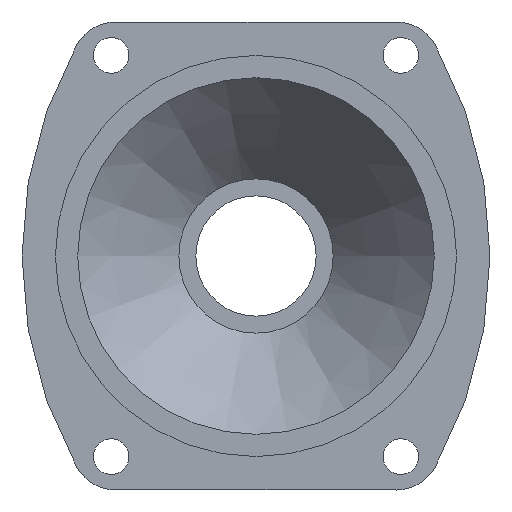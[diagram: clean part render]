
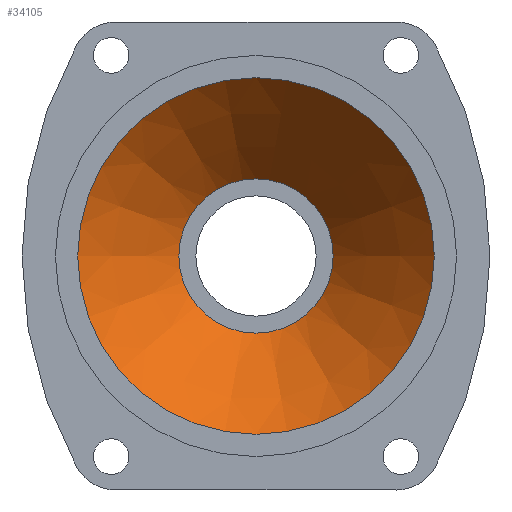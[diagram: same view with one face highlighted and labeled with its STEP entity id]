
A CAD part, front view. The second image highlights one B-rep face of the part: STEP entity #34105.
In plain terms, the highlighted conical face has half-angle 39.806 degrees and reference radius 43.604 mm.
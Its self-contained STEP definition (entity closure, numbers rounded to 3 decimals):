
#32387 = CYLINDRICAL_SURFACE('',#32388,40.);
#32388 = AXIS2_PLACEMENT_3D('',#32389,#32390,#32391);
#32389 = CARTESIAN_POINT('',(-63.045,-149.051,
    0.));
#32390 = DIRECTION('',(0.,1.,0.));
#32391 = DIRECTION('',(-1.,0.,0.));
#33831 = VERTEX_POINT('',#33832);
#33832 = CARTESIAN_POINT('',(-103.045,-101.419,0.));
#33855 = EDGE_CURVE('',#33831,#33831,#33856,.T.);
#33856 = SURFACE_CURVE('',#33857,(#33862,#33869),.PCURVE_S1.);
#33857 = CIRCLE('',#33858,40.);
#33858 = AXIS2_PLACEMENT_3D('',#33859,#33860,#33861);
#33859 = CARTESIAN_POINT('',(-63.045,-101.419,
    0.));
#33860 = DIRECTION('',(0.,1.,0.));
#33861 = DIRECTION('',(-1.,0.,0.));
#33862 = PCURVE('',#32387,#33863);
#33863 = DEFINITIONAL_REPRESENTATION('',(#33864),#33868);
#33864 = LINE('',#33865,#33866);
#33865 = CARTESIAN_POINT('',(0.,47.631));
#33866 = VECTOR('',#33867,1.);
#33867 = DIRECTION('',(1.,0.));
#33868 = ( GEOMETRIC_REPRESENTATION_CONTEXT(2) 
PARAMETRIC_REPRESENTATION_CONTEXT() REPRESENTATION_CONTEXT('2D SPACE',''
  ) );
#33869 = PCURVE('',#33870,#33875);
#33870 = CONICAL_SURFACE('',#33871,43.604,0.695);
#33871 = AXIS2_PLACEMENT_3D('',#33872,#33873,#33874);
#33872 = CARTESIAN_POINT('',(-63.045,-105.744,
    0.));
#33873 = DIRECTION('',(0.,-1.,0.));
#33874 = DIRECTION('',(-1.,0.,0.));
#33875 = DEFINITIONAL_REPRESENTATION('',(#33876),#33880);
#33876 = LINE('',#33877,#33878);
#33877 = CARTESIAN_POINT('',(0.,-4.325));
#33878 = VECTOR('',#33879,1.);
#33879 = DIRECTION('',(-1.,0.));
#33880 = ( GEOMETRIC_REPRESENTATION_CONTEXT(2) 
PARAMETRIC_REPRESENTATION_CONTEXT() REPRESENTATION_CONTEXT('2D SPACE',''
  ) );
#34105 = ADVANCED_FACE('',(#34106),#33870,.F.);
#34106 = FACE_BOUND('',#34107,.F.);
#34107 = EDGE_LOOP('',(#34108,#34109,#34132,#34159));
#34108 = ORIENTED_EDGE('',*,*,#33855,.T.);
#34109 = ORIENTED_EDGE('',*,*,#34110,.T.);
#34110 = EDGE_CURVE('',#33831,#34111,#34113,.T.);
#34111 = VERTEX_POINT('',#34112);
#34112 = CARTESIAN_POINT('',(-80.355,-74.191,0.));
#34113 = SEAM_CURVE('',#34114,(#34118,#34125),.PCURVE_S1.);
#34114 = LINE('',#34115,#34116);
#34115 = CARTESIAN_POINT('',(-106.649,-105.744,0.));
#34116 = VECTOR('',#34117,1.);
#34117 = DIRECTION('',(0.64,0.768,0.));
#34118 = PCURVE('',#33870,#34119);
#34119 = DEFINITIONAL_REPRESENTATION('',(#34120),#34124);
#34120 = LINE('',#34121,#34122);
#34121 = CARTESIAN_POINT('',(0.,0.));
#34122 = VECTOR('',#34123,1.);
#34123 = DIRECTION('',(0.,-1.));
#34124 = ( GEOMETRIC_REPRESENTATION_CONTEXT(2) 
PARAMETRIC_REPRESENTATION_CONTEXT() REPRESENTATION_CONTEXT('2D SPACE',''
  ) );
#34125 = PCURVE('',#33870,#34126);
#34126 = DEFINITIONAL_REPRESENTATION('',(#34127),#34131);
#34127 = LINE('',#34128,#34129);
#34128 = CARTESIAN_POINT('',(-6.283,0.));
#34129 = VECTOR('',#34130,1.);
#34130 = DIRECTION('',(0.,-1.));
#34131 = ( GEOMETRIC_REPRESENTATION_CONTEXT(2) 
PARAMETRIC_REPRESENTATION_CONTEXT() REPRESENTATION_CONTEXT('2D SPACE',''
  ) );
#34132 = ORIENTED_EDGE('',*,*,#34133,.F.);
#34133 = EDGE_CURVE('',#34111,#34111,#34134,.T.);
#34134 = SURFACE_CURVE('',#34135,(#34140,#34147),.PCURVE_S1.);
#34135 = CIRCLE('',#34136,17.31);
#34136 = AXIS2_PLACEMENT_3D('',#34137,#34138,#34139);
#34137 = CARTESIAN_POINT('',(-63.045,-74.191,
    0.));
#34138 = DIRECTION('',(0.,1.,0.));
#34139 = DIRECTION('',(-1.,0.,0.));
#34140 = PCURVE('',#33870,#34141);
#34141 = DEFINITIONAL_REPRESENTATION('',(#34142),#34146);
#34142 = LINE('',#34143,#34144);
#34143 = CARTESIAN_POINT('',(0.,-31.553));
#34144 = VECTOR('',#34145,1.);
#34145 = DIRECTION('',(-1.,0.));
#34146 = ( GEOMETRIC_REPRESENTATION_CONTEXT(2) 
PARAMETRIC_REPRESENTATION_CONTEXT() REPRESENTATION_CONTEXT('2D SPACE',''
  ) );
#34147 = PCURVE('',#34148,#34153);
#34148 = PLANE('',#34149);
#34149 = AXIS2_PLACEMENT_3D('',#34150,#34151,#34152);
#34150 = CARTESIAN_POINT('',(-63.045,-74.191,
    0.));
#34151 = DIRECTION('',(0.,1.,0.));
#34152 = DIRECTION('',(-1.,0.,0.));
#34153 = DEFINITIONAL_REPRESENTATION('',(#34154),#34158);
#34154 = CIRCLE('',#34155,17.31);
#34155 = AXIS2_PLACEMENT_2D('',#34156,#34157);
#34156 = CARTESIAN_POINT('',(0.,0.));
#34157 = DIRECTION('',(1.,0.));
#34158 = ( GEOMETRIC_REPRESENTATION_CONTEXT(2) 
PARAMETRIC_REPRESENTATION_CONTEXT() REPRESENTATION_CONTEXT('2D SPACE',''
  ) );
#34159 = ORIENTED_EDGE('',*,*,#34110,.F.);
